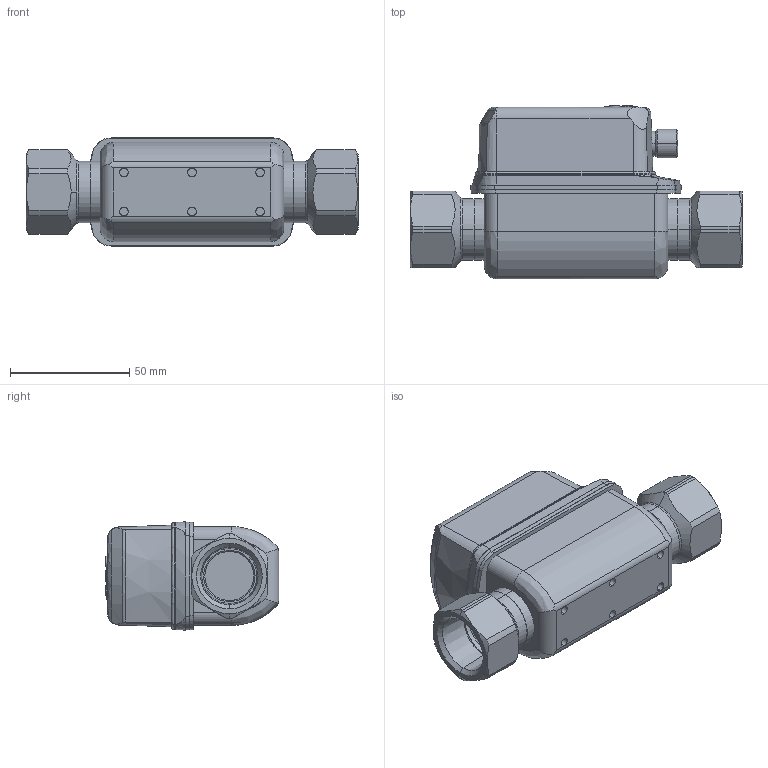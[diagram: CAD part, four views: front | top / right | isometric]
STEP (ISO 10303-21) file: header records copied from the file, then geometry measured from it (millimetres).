
FILE_DESCRIPTION (( 'STEP AP214' ), '1' );
FILE_NAME ('VFS75-26-1002.STEP', '2019-07-29T20:06:49', ( '' ), ( '' ), 'SwSTEP 2.0', 'SolidWorks 2017', '' );
FILE_SCHEMA (( 'AUTOMOTIVE_DESIGN' ));
Length unit declared in the file: millimetre
Products named in the file (1): VFS75-26-1002
Bounding box: 139 x 72.7 x 45.28 mm (x, y, z)
Volume: 235867.5 mm3; surface area: 33977.9 mm2
Topology: 1 solids, 1 shells, 316 faces, 757 edges, 476 vertices
Faces by surface type: cylinder 123, plane 90, cone 59, bspline 40, torus 4
Entity records: 10917 total; most frequent: CARTESIAN_POINT 3653, DIRECTION 1539, ORIENTED_EDGE 1514, EDGE_CURVE 757, AXIS2_PLACEMENT_3D 624, VERTEX_POINT 476, EDGE_LOOP 349, CIRCLE 347
